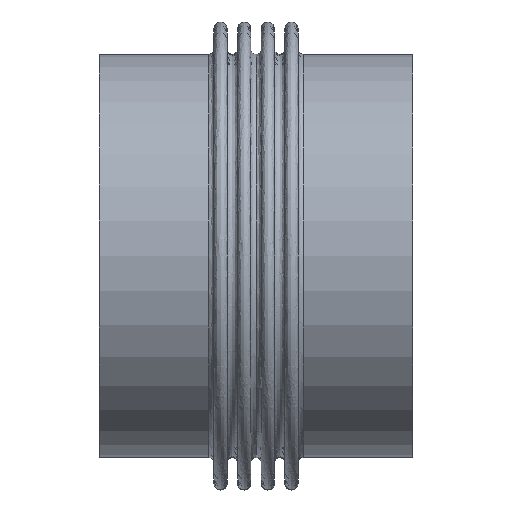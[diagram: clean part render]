
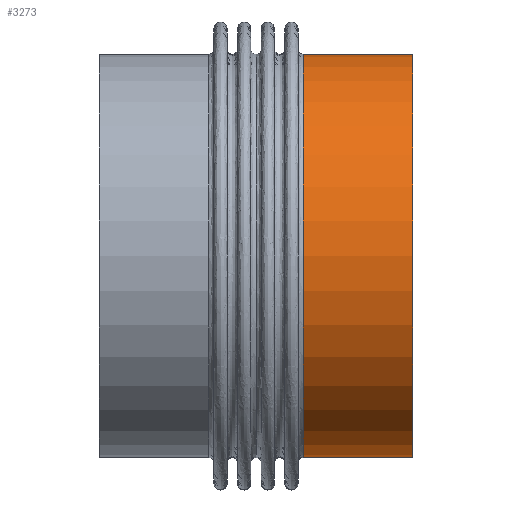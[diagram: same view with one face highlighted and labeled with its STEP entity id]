
A CAD part, front view. The second image highlights one B-rep face of the part: STEP entity #3273.
In plain terms, the highlighted cylindrical face has radius 160.652 mm (diameter 321.304 mm), a full revolution.
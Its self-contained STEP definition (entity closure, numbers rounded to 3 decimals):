
#93=CARTESIAN_POINT('',(125.,-0.,-160.652));
#94=VERTEX_POINT('',#93);
#95=CARTESIAN_POINT('',(125.,0.,160.652));
#96=VERTEX_POINT('',#95);
#97=CARTESIAN_POINT('',(125.,0.,0.));
#98=DIRECTION('',(1.,0.,0.));
#99=DIRECTION('',(0.,0.,-1.));
#100=AXIS2_PLACEMENT_3D('',#97,#98,#99);
#101=CIRCLE('',#100,160.652);
#102=EDGE_CURVE('',#94,#96,#101,.T.);
#104=CARTESIAN_POINT('',(125.,0.,0.));
#105=DIRECTION('',(1.,0.,0.));
#106=DIRECTION('',(0.,0.,-1.));
#107=AXIS2_PLACEMENT_3D('',#104,#105,#106);
#108=CIRCLE('',#107,160.652);
#109=EDGE_CURVE('',#96,#94,#108,.T.);
#3239=CARTESIAN_POINT('',(0.,0.,0.));
#3240=DIRECTION('',(-1.,0.,0.));
#3241=DIRECTION('',(0.,0.,1.));
#3242=AXIS2_PLACEMENT_3D('',#3239,#3240,#3241);
#3243=CYLINDRICAL_SURFACE('',#3242,160.652);
#3244=CARTESIAN_POINT('',(37.713,-0.,160.652));
#3245=VERTEX_POINT('',#3244);
#3246=CARTESIAN_POINT('',(37.713,0.,160.652));
#3247=DIRECTION('',(1.,-0.,-0.));
#3248=VECTOR('',#3247,87.287);
#3249=LINE('',#3246,#3248);
#3250=EDGE_CURVE('',#3245,#96,#3249,.T.);
#3251=ORIENTED_EDGE('',*,*,#3250,.T.);
#3252=ORIENTED_EDGE('',*,*,#102,.F.);
#3253=ORIENTED_EDGE('',*,*,#109,.F.);
#3254=ORIENTED_EDGE('',*,*,#3250,.F.);
#3255=CARTESIAN_POINT('',(37.713,0.,-160.652));
#3256=VERTEX_POINT('',#3255);
#3257=CARTESIAN_POINT('',(37.713,0.,0.));
#3258=DIRECTION('',(-1.,0.,0.));
#3259=DIRECTION('',(0.,0.,1.));
#3260=AXIS2_PLACEMENT_3D('',#3257,#3258,#3259);
#3261=CIRCLE('',#3260,160.652);
#3262=EDGE_CURVE('',#3256,#3245,#3261,.T.);
#3263=ORIENTED_EDGE('',*,*,#3262,.F.);
#3264=CARTESIAN_POINT('',(37.713,0.,0.));
#3265=DIRECTION('',(-1.,0.,0.));
#3266=DIRECTION('',(0.,0.,1.));
#3267=AXIS2_PLACEMENT_3D('',#3264,#3265,#3266);
#3268=CIRCLE('',#3267,160.652);
#3269=EDGE_CURVE('',#3245,#3256,#3268,.T.);
#3270=ORIENTED_EDGE('',*,*,#3269,.F.);
#3271=EDGE_LOOP('',(#3251,#3252,#3253,#3254,#3263,#3270));
#3272=FACE_BOUND('',#3271,.T.);
#3273=ADVANCED_FACE('',(#3272),#3243,.T.);
